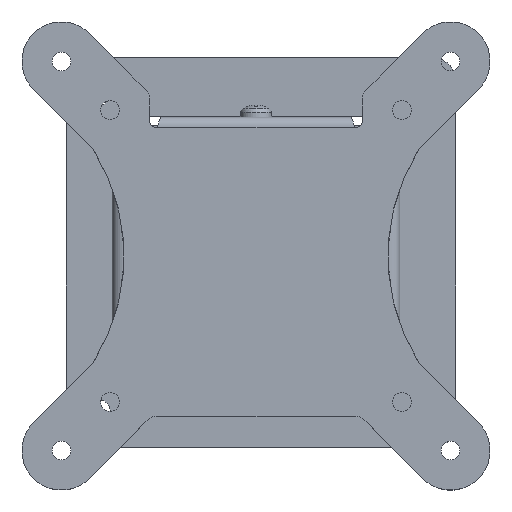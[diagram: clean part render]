
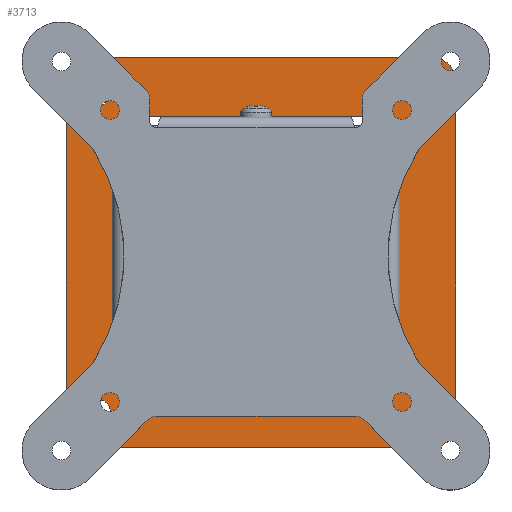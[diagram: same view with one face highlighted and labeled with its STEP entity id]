
A CAD part, top view. The second image highlights one B-rep face of the part: STEP entity #3713.
In plain terms, the highlighted planar face has unit normal (0, 0, 1).
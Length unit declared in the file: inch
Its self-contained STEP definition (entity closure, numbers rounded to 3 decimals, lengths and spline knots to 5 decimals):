
#337=FACE_BOUND('',#571,.T.);
#338=FACE_BOUND('',#572,.T.);
#339=FACE_BOUND('',#573,.T.);
#340=FACE_BOUND('',#574,.T.);
#341=FACE_BOUND('',#575,.T.);
#369=FACE_OUTER_BOUND('',#570,.T.);
#570=EDGE_LOOP('',(#2493,#2494,#2495,#2496,#2497,#2498,#2499,#2500));
#571=EDGE_LOOP('',(#2501,#2502,#2503,#2504,#2505,#2506,#2507,#2508,#2509,
#2510));
#572=EDGE_LOOP('',(#2511));
#573=EDGE_LOOP('',(#2512));
#574=EDGE_LOOP('',(#2513));
#575=EDGE_LOOP('',(#2514));
#803=CIRCLE('',#3937,0.24);
#804=CIRCLE('',#3938,0.24);
#805=CIRCLE('',#3939,0.24);
#806=CIRCLE('',#3940,0.24);
#807=CIRCLE('',#3941,0.1);
#808=CIRCLE('',#3942,0.1);
#809=CIRCLE('',#3943,0.10222);
#810=CIRCLE('',#3944,0.1);
#811=CIRCLE('',#3945,0.133);
#812=CIRCLE('',#3946,0.133);
#813=CIRCLE('',#3947,0.133);
#814=CIRCLE('',#3948,0.133);
#984=LINE('',#5354,#1265);
#985=LINE('',#5358,#1266);
#986=LINE('',#5362,#1267);
#987=LINE('',#5366,#1268);
#988=LINE('',#5370,#1269);
#989=LINE('',#5372,#1270);
#990=LINE('',#5376,#1271);
#991=LINE('',#5380,#1272);
#992=LINE('',#5382,#1273);
#993=LINE('',#5386,#1274);
#1265=VECTOR('',#4317,0.3937);
#1266=VECTOR('',#4320,0.3937);
#1267=VECTOR('',#4323,0.3937);
#1268=VECTOR('',#4326,0.3937);
#1269=VECTOR('',#4329,0.3937);
#1270=VECTOR('',#4330,0.3937);
#1271=VECTOR('',#4333,0.3937);
#1272=VECTOR('',#4336,0.3937);
#1273=VECTOR('',#4337,0.3937);
#1274=VECTOR('',#4340,0.3937);
#1546=VERTEX_POINT('',#5352);
#1547=VERTEX_POINT('',#5353);
#1548=VERTEX_POINT('',#5355);
#1549=VERTEX_POINT('',#5357);
#1550=VERTEX_POINT('',#5359);
#1551=VERTEX_POINT('',#5361);
#1552=VERTEX_POINT('',#5363);
#1553=VERTEX_POINT('',#5365);
#1554=VERTEX_POINT('',#5368);
#1555=VERTEX_POINT('',#5369);
#1556=VERTEX_POINT('',#5371);
#1557=VERTEX_POINT('',#5373);
#1558=VERTEX_POINT('',#5375);
#1559=VERTEX_POINT('',#5377);
#1560=VERTEX_POINT('',#5379);
#1561=VERTEX_POINT('',#5381);
#1562=VERTEX_POINT('',#5383);
#1563=VERTEX_POINT('',#5385);
#1564=VERTEX_POINT('',#5388);
#1565=VERTEX_POINT('',#5390);
#1566=VERTEX_POINT('',#5392);
#1567=VERTEX_POINT('',#5394);
#1919=EDGE_CURVE('',#1546,#1547,#984,.T.);
#1920=EDGE_CURVE('',#1547,#1548,#803,.T.);
#1921=EDGE_CURVE('',#1548,#1549,#985,.T.);
#1922=EDGE_CURVE('',#1549,#1550,#804,.T.);
#1923=EDGE_CURVE('',#1550,#1551,#986,.T.);
#1924=EDGE_CURVE('',#1551,#1552,#805,.T.);
#1925=EDGE_CURVE('',#1552,#1553,#987,.T.);
#1926=EDGE_CURVE('',#1553,#1546,#806,.T.);
#1927=EDGE_CURVE('',#1554,#1555,#988,.T.);
#1928=EDGE_CURVE('',#1555,#1556,#989,.T.);
#1929=EDGE_CURVE('',#1556,#1557,#807,.T.);
#1930=EDGE_CURVE('',#1557,#1558,#990,.T.);
#1931=EDGE_CURVE('',#1558,#1559,#808,.T.);
#1932=EDGE_CURVE('',#1559,#1560,#991,.T.);
#1933=EDGE_CURVE('',#1561,#1560,#992,.T.);
#1934=EDGE_CURVE('',#1561,#1562,#809,.T.);
#1935=EDGE_CURVE('',#1562,#1563,#993,.T.);
#1936=EDGE_CURVE('',#1563,#1554,#810,.T.);
#1937=EDGE_CURVE('',#1564,#1564,#811,.T.);
#1938=EDGE_CURVE('',#1565,#1565,#812,.T.);
#1939=EDGE_CURVE('',#1566,#1566,#813,.T.);
#1940=EDGE_CURVE('',#1567,#1567,#814,.T.);
#2493=ORIENTED_EDGE('',*,*,#1919,.T.);
#2494=ORIENTED_EDGE('',*,*,#1920,.T.);
#2495=ORIENTED_EDGE('',*,*,#1921,.T.);
#2496=ORIENTED_EDGE('',*,*,#1922,.T.);
#2497=ORIENTED_EDGE('',*,*,#1923,.T.);
#2498=ORIENTED_EDGE('',*,*,#1924,.T.);
#2499=ORIENTED_EDGE('',*,*,#1925,.T.);
#2500=ORIENTED_EDGE('',*,*,#1926,.T.);
#2501=ORIENTED_EDGE('',*,*,#1927,.T.);
#2502=ORIENTED_EDGE('',*,*,#1928,.T.);
#2503=ORIENTED_EDGE('',*,*,#1929,.T.);
#2504=ORIENTED_EDGE('',*,*,#1930,.T.);
#2505=ORIENTED_EDGE('',*,*,#1931,.T.);
#2506=ORIENTED_EDGE('',*,*,#1932,.T.);
#2507=ORIENTED_EDGE('',*,*,#1933,.F.);
#2508=ORIENTED_EDGE('',*,*,#1934,.T.);
#2509=ORIENTED_EDGE('',*,*,#1935,.T.);
#2510=ORIENTED_EDGE('',*,*,#1936,.T.);
#2511=ORIENTED_EDGE('',*,*,#1937,.T.);
#2512=ORIENTED_EDGE('',*,*,#1938,.T.);
#2513=ORIENTED_EDGE('',*,*,#1939,.T.);
#2514=ORIENTED_EDGE('',*,*,#1940,.T.);
#3641=PLANE('',#3936);
#3713=ADVANCED_FACE('',(#369,#337,#338,#339,#340,#341),#3641,.T.);
#3936=AXIS2_PLACEMENT_3D('',#5351,#4315,#4316);
#3937=AXIS2_PLACEMENT_3D('',#5356,#4318,#4319);
#3938=AXIS2_PLACEMENT_3D('',#5360,#4321,#4322);
#3939=AXIS2_PLACEMENT_3D('',#5364,#4324,#4325);
#3940=AXIS2_PLACEMENT_3D('',#5367,#4327,#4328);
#3941=AXIS2_PLACEMENT_3D('',#5374,#4331,#4332);
#3942=AXIS2_PLACEMENT_3D('',#5378,#4334,#4335);
#3943=AXIS2_PLACEMENT_3D('',#5384,#4338,#4339);
#3944=AXIS2_PLACEMENT_3D('',#5387,#4341,#4342);
#3945=AXIS2_PLACEMENT_3D('',#5389,#4343,#4344);
#3946=AXIS2_PLACEMENT_3D('',#5391,#4345,#4346);
#3947=AXIS2_PLACEMENT_3D('',#5393,#4347,#4348);
#3948=AXIS2_PLACEMENT_3D('',#5395,#4349,#4350);
#4315=DIRECTION('center_axis',(0.,0.,1.));
#4316=DIRECTION('ref_axis',(1.,0.,0.));
#4317=DIRECTION('',(-1.,0.,0.));
#4318=DIRECTION('center_axis',(0.,0.,1.));
#4319=DIRECTION('ref_axis',(0.,-1.,0.));
#4320=DIRECTION('',(0.,-1.,0.));
#4321=DIRECTION('center_axis',(0.,0.,1.));
#4322=DIRECTION('ref_axis',(1.,0.,0.));
#4323=DIRECTION('',(1.,0.,0.));
#4324=DIRECTION('center_axis',(0.,0.,1.));
#4325=DIRECTION('ref_axis',(0.,1.,0.));
#4326=DIRECTION('',(0.,1.,0.));
#4327=DIRECTION('center_axis',(0.,0.,1.));
#4328=DIRECTION('ref_axis',(-1.,0.,0.));
#4329=DIRECTION('',(0.,-1.,0.));
#4330=DIRECTION('',(1.,0.,0.));
#4331=DIRECTION('center_axis',(0.,0.,-1.));
#4332=DIRECTION('ref_axis',(0.,1.,0.));
#4333=DIRECTION('',(-1.,0.,0.));
#4334=DIRECTION('center_axis',(0.,0.,-1.));
#4335=DIRECTION('ref_axis',(0.,-1.,0.));
#4336=DIRECTION('',(1.,0.,0.));
#4337=DIRECTION('',(0.,-1.,0.));
#4338=DIRECTION('center_axis',(0.,0.,-1.));
#4339=DIRECTION('ref_axis',(0.292,-0.956,0.));
#4340=DIRECTION('',(1.,0.,0.));
#4341=DIRECTION('center_axis',(0.,0.,-1.));
#4342=DIRECTION('ref_axis',(0.,1.,0.));
#4343=DIRECTION('center_axis',(0.,0.,-1.));
#4344=DIRECTION('ref_axis',(-1.,0.,0.));
#4345=DIRECTION('center_axis',(0.,0.,-1.));
#4346=DIRECTION('ref_axis',(-1.,0.,0.));
#4347=DIRECTION('center_axis',(0.,0.,-1.));
#4348=DIRECTION('ref_axis',(-1.,0.,0.));
#4349=DIRECTION('center_axis',(0.,0.,-1.));
#4350=DIRECTION('ref_axis',(-1.,0.,0.));
#5351=CARTESIAN_POINT('Origin',(-0.44608,-0.19426,0.09));
#5352=CARTESIAN_POINT('',(1.28392,1.78074,0.09));
#5353=CARTESIAN_POINT('',(-2.17608,1.78074,0.09));
#5354=CARTESIAN_POINT('',(-2.17608,1.78074,0.09));
#5355=CARTESIAN_POINT('',(-2.41608,1.54074,0.09));
#5356=CARTESIAN_POINT('Origin',(-2.17608,1.54074,0.09));
#5357=CARTESIAN_POINT('',(-2.41608,-1.92926,0.09));
#5358=CARTESIAN_POINT('',(-2.41608,-1.92926,0.09));
#5359=CARTESIAN_POINT('',(-2.17608,-2.16926,0.09));
#5360=CARTESIAN_POINT('Origin',(-2.17608,-1.92926,0.09));
#5361=CARTESIAN_POINT('',(1.28392,-2.16926,0.09));
#5362=CARTESIAN_POINT('',(1.28392,-2.16926,0.09));
#5363=CARTESIAN_POINT('',(1.52392,-1.92926,0.09));
#5364=CARTESIAN_POINT('Origin',(1.28392,-1.92926,0.09));
#5365=CARTESIAN_POINT('',(1.52392,1.54074,0.09));
#5366=CARTESIAN_POINT('',(1.52392,1.54074,0.09));
#5367=CARTESIAN_POINT('Origin',(1.28392,1.54074,0.09));
#5368=CARTESIAN_POINT('',(0.82892,0.98574,0.09));
#5369=CARTESIAN_POINT('',(0.82892,-1.37426,0.09));
#5370=CARTESIAN_POINT('',(0.82892,0.44574,0.09));
#5371=CARTESIAN_POINT('',(0.82892,-1.37426,0.09));
#5372=CARTESIAN_POINT('',(0.19142,-1.37426,0.09));
#5373=CARTESIAN_POINT('',(0.82892,-1.57426,0.09));
#5374=CARTESIAN_POINT('Origin',(0.82892,-1.47426,0.09));
#5375=CARTESIAN_POINT('',(-1.72108,-1.57426,0.09));
#5376=CARTESIAN_POINT('',(-1.08358,-1.57426,0.09));
#5377=CARTESIAN_POINT('',(-1.72108,-1.37426,0.09));
#5378=CARTESIAN_POINT('Origin',(-1.72108,-1.47426,0.09));
#5379=CARTESIAN_POINT('',(-1.72108,-1.37426,0.09));
#5380=CARTESIAN_POINT('',(-0.70608,-1.37426,0.09));
#5381=CARTESIAN_POINT('',(-1.72108,0.98574,0.09));
#5382=CARTESIAN_POINT('',(-1.72108,-0.78426,0.09));
#5383=CARTESIAN_POINT('',(-1.75091,1.18574,0.09));
#5384=CARTESIAN_POINT('Origin',(-1.72108,1.08796,0.09));
#5385=CARTESIAN_POINT('',(0.82892,1.18574,0.09));
#5386=CARTESIAN_POINT('',(0.19142,1.18574,0.09));
#5387=CARTESIAN_POINT('Origin',(0.82892,1.08574,0.09));
#5388=CARTESIAN_POINT('',(-1.96858,1.42274,0.09));
#5389=CARTESIAN_POINT('Origin',(-2.10158,1.42274,0.09));
#5390=CARTESIAN_POINT('',(1.34242,1.42274,0.09));
#5391=CARTESIAN_POINT('Origin',(1.20942,1.42274,0.09));
#5392=CARTESIAN_POINT('',(-1.96858,-1.81126,0.09));
#5393=CARTESIAN_POINT('Origin',(-2.10158,-1.81126,0.09));
#5394=CARTESIAN_POINT('',(1.34242,-1.81126,0.09));
#5395=CARTESIAN_POINT('Origin',(1.20942,-1.81126,0.09));
